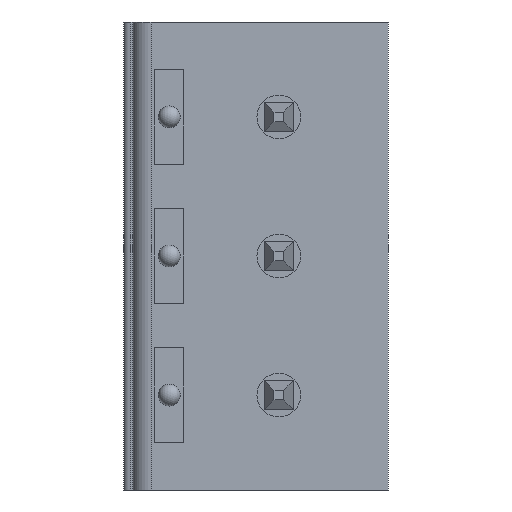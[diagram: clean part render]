
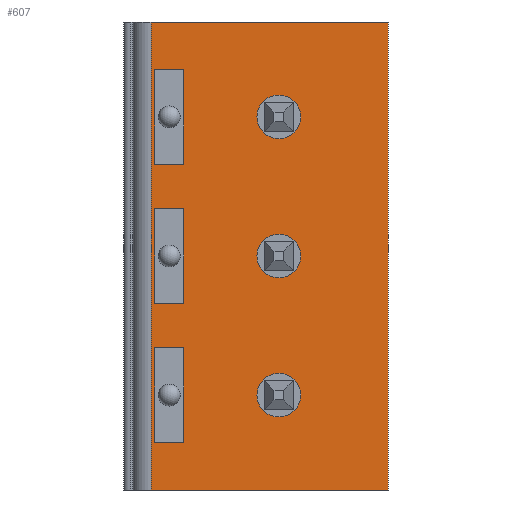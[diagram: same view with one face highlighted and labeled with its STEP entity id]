
A CAD part, front view. The second image highlights one B-rep face of the part: STEP entity #607.
In plain terms, the highlighted planar face has unit normal (0, -1, 0).
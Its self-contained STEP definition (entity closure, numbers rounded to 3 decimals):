
#607=ADVANCED_FACE('',(#1293,#1294,#1295,#1296,#1297,#1298,#1299),#1300,.T.);
#1293=FACE_OUTER_BOUND('',#2055,.T.);
#1294=FACE_BOUND('',#2056,.T.);
#1295=FACE_BOUND('',#2057,.T.);
#1296=FACE_BOUND('',#2058,.T.);
#1297=FACE_BOUND('',#2059,.T.);
#1298=FACE_BOUND('',#2060,.T.);
#1299=FACE_BOUND('',#2061,.T.);
#1300=PLANE('',#2062);
#2055=EDGE_LOOP('',(#3777,#3778,#3779,#3780));
#2056=EDGE_LOOP('',(#3781,#3782,#3783,#3784));
#2057=EDGE_LOOP('',(#3785,#3786));
#2058=EDGE_LOOP('',(#3787,#3788,#3789,#3790));
#2059=EDGE_LOOP('',(#3791,#3792,#3793,#3794));
#2060=EDGE_LOOP('',(#3795,#3796));
#2061=EDGE_LOOP('',(#3797,#3798));
#2062=AXIS2_PLACEMENT_3D('',#3799,#3800,#3801);
#3777=ORIENTED_EDGE('',*,*,#4974,.F.);
#3778=ORIENTED_EDGE('',*,*,#5104,.F.);
#3779=ORIENTED_EDGE('',*,*,#4600,.F.);
#3780=ORIENTED_EDGE('',*,*,#5105,.T.);
#3781=ORIENTED_EDGE('',*,*,#4831,.T.);
#3782=ORIENTED_EDGE('',*,*,#5106,.T.);
#3783=ORIENTED_EDGE('',*,*,#4897,.T.);
#3784=ORIENTED_EDGE('',*,*,#4646,.T.);
#3785=ORIENTED_EDGE('',*,*,#4533,.F.);
#3786=ORIENTED_EDGE('',*,*,#4685,.F.);
#3787=ORIENTED_EDGE('',*,*,#4598,.T.);
#3788=ORIENTED_EDGE('',*,*,#4669,.T.);
#3789=ORIENTED_EDGE('',*,*,#4752,.T.);
#3790=ORIENTED_EDGE('',*,*,#4559,.T.);
#3791=ORIENTED_EDGE('',*,*,#4971,.T.);
#3792=ORIENTED_EDGE('',*,*,#4580,.T.);
#3793=ORIENTED_EDGE('',*,*,#4744,.T.);
#3794=ORIENTED_EDGE('',*,*,#5107,.T.);
#3795=ORIENTED_EDGE('',*,*,#4543,.F.);
#3796=ORIENTED_EDGE('',*,*,#4619,.F.);
#3797=ORIENTED_EDGE('',*,*,#4524,.F.);
#3798=ORIENTED_EDGE('',*,*,#4785,.F.);
#3799=CARTESIAN_POINT('',(-5.25,0.,-3.81));
#3800=DIRECTION('',(0.,-1.0,0.0));
#3801=DIRECTION('',(0.0,0.0,1.0));
#4524=EDGE_CURVE('',#5413,#5416,#5417,.T.);
#4533=EDGE_CURVE('',#5428,#5431,#5432,.T.);
#4543=EDGE_CURVE('',#5446,#5449,#5450,.T.);
#4559=EDGE_CURVE('',#5471,#5475,#5477,.T.);
#4580=EDGE_CURVE('',#5513,#5514,#5515,.T.);
#4598=EDGE_CURVE('',#5475,#5543,#5545,.T.);
#4600=EDGE_CURVE('',#5547,#5548,#5549,.T.);
#4619=EDGE_CURVE('',#5449,#5446,#5577,.T.);
#4646=EDGE_CURVE('',#5619,#5620,#5621,.T.);
#4669=EDGE_CURVE('',#5543,#5655,#5657,.T.);
#4685=EDGE_CURVE('',#5431,#5428,#5679,.T.);
#4744=EDGE_CURVE('',#5514,#5765,#5767,.T.);
#4752=EDGE_CURVE('',#5655,#5471,#5779,.T.);
#4785=EDGE_CURVE('',#5416,#5413,#5826,.T.);
#4831=EDGE_CURVE('',#5620,#5893,#5895,.T.);
#4897=EDGE_CURVE('',#5982,#5619,#5983,.T.);
#4971=EDGE_CURVE('',#6090,#5513,#6091,.T.);
#4974=EDGE_CURVE('',#6094,#6095,#6096,.T.);
#5104=EDGE_CURVE('',#5548,#6094,#6274,.T.);
#5105=EDGE_CURVE('',#5547,#6095,#6275,.T.);
#5106=EDGE_CURVE('',#5893,#5982,#6276,.T.);
#5107=EDGE_CURVE('',#5765,#6090,#6277,.T.);
#5413=VERTEX_POINT('',#6710);
#5416=VERTEX_POINT('',#6714);
#5417=CIRCLE('',#6715,0.6);
#5428=VERTEX_POINT('',#6729);
#5431=VERTEX_POINT('',#6733);
#5432=CIRCLE('',#6734,0.6);
#5446=VERTEX_POINT('',#6751);
#5449=VERTEX_POINT('',#6755);
#5450=CIRCLE('',#6756,0.6);
#5471=VERTEX_POINT('',#6785);
#5475=VERTEX_POINT('',#6791);
#5477=LINE('',#6794,#6795);
#5513=VERTEX_POINT('',#6844);
#5514=VERTEX_POINT('',#6845);
#5515=LINE('',#6846,#6847);
#5543=VERTEX_POINT('',#6887);
#5545=LINE('',#6890,#6891);
#5547=VERTEX_POINT('',#6893);
#5548=VERTEX_POINT('',#6894);
#5549=LINE('',#6895,#6896);
#5577=CIRCLE('',#6935,0.6);
#5619=VERTEX_POINT('',#7006);
#5620=VERTEX_POINT('',#7007);
#5621=LINE('',#7008,#7009);
#5655=VERTEX_POINT('',#7059);
#5657=LINE('',#7062,#7063);
#5679=CIRCLE('',#7092,0.6);
#5765=VERTEX_POINT('',#7209);
#5767=LINE('',#7212,#7213);
#5779=LINE('',#7230,#7231);
#5826=CIRCLE('',#7297,0.6);
#5893=VERTEX_POINT('',#7404);
#5895=LINE('',#7407,#7408);
#5982=VERTEX_POINT('',#7532);
#5983=LINE('',#7533,#7534);
#6090=VERTEX_POINT('',#7688);
#6091=LINE('',#7689,#7690);
#6094=VERTEX_POINT('',#7694);
#6095=VERTEX_POINT('',#7695);
#6096=LINE('',#7696,#7697);
#6274=LINE('',#7961,#7962);
#6275=LINE('',#7963,#7964);
#6276=LINE('',#7965,#7966);
#6277=LINE('',#7967,#7968);
#6710=CARTESIAN_POINT('',(-2.4,0.,-7.62));
#6714=CARTESIAN_POINT('',(-3.6,0.,-7.62));
#6715=AXIS2_PLACEMENT_3D('',#8437,#8438,#8439);
#6729=CARTESIAN_POINT('',(-2.4,0.,0.0));
#6733=CARTESIAN_POINT('',(-3.6,0.,0.));
#6734=AXIS2_PLACEMENT_3D('',#8450,#8451,#8452);
#6751=CARTESIAN_POINT('',(-2.4,0.,-3.81));
#6755=CARTESIAN_POINT('',(-3.6,0.,-3.81));
#6756=AXIS2_PLACEMENT_3D('',#8466,#8467,#8468);
#6785=CARTESIAN_POINT('',(-5.6,0.,-1.3));
#6791=CARTESIAN_POINT('',(-6.4,0.,-1.3));
#6794=CARTESIAN_POINT('',(0.0,0.0,-1.3));
#6795=VECTOR('',#8483,1.0);
#6844=CARTESIAN_POINT('',(-5.6,0.,-8.92));
#6845=CARTESIAN_POINT('',(-6.4,0.,-8.92));
#6846=CARTESIAN_POINT('',(0.0,0.0,-8.92));
#6847=VECTOR('',#8509,1.0);
#6887=CARTESIAN_POINT('',(-6.4,0.,1.3));
#6890=CARTESIAN_POINT('',(-6.4,0.,0.0));
#6891=VECTOR('',#8526,1.0);
#6893=CARTESIAN_POINT('',(-6.5,0.,-10.22));
#6894=CARTESIAN_POINT('',(-6.5,0.,2.6));
#6895=CARTESIAN_POINT('',(-6.5,0.,0.0));
#6896=VECTOR('',#8527,1.0);
#6935=AXIS2_PLACEMENT_3D('',#8548,#8549,#8550);
#7006=CARTESIAN_POINT('',(-6.4,0.,-2.51));
#7007=CARTESIAN_POINT('',(-5.6,0.,-2.51));
#7008=CARTESIAN_POINT('',(0.0,0.0,-2.51));
#7009=VECTOR('',#8571,1.0);
#7059=CARTESIAN_POINT('',(-5.6,0.,1.3));
#7062=CARTESIAN_POINT('',(0.0,0.0,1.3));
#7063=VECTOR('',#8589,1.0);
#7092=AXIS2_PLACEMENT_3D('',#8606,#8607,#8608);
#7209=CARTESIAN_POINT('',(-6.4,0.,-6.32));
#7212=CARTESIAN_POINT('',(-6.4,0.,-3.81));
#7213=VECTOR('',#8671,1.0);
#7230=CARTESIAN_POINT('',(-5.6,0.,0.0));
#7231=VECTOR('',#8677,1.0);
#7297=AXIS2_PLACEMENT_3D('',#8706,#8707,#8708);
#7404=CARTESIAN_POINT('',(-5.6,0.,-5.11));
#7407=CARTESIAN_POINT('',(-5.6,0.,0.0));
#7408=VECTOR('',#8750,1.0);
#7532=CARTESIAN_POINT('',(-6.4,0.,-5.11));
#7533=CARTESIAN_POINT('',(-6.4,0.,-3.81));
#7534=VECTOR('',#8803,1.0);
#7688=CARTESIAN_POINT('',(-5.6,0.,-6.32));
#7689=CARTESIAN_POINT('',(-5.6,0.,-3.81));
#7690=VECTOR('',#8860,1.0);
#7694=CARTESIAN_POINT('',(0.,0.,2.6));
#7695=CARTESIAN_POINT('',(0.,0.,-10.22));
#7696=CARTESIAN_POINT('',(0.,0.,0.0));
#7697=VECTOR('',#8862,1.0);
#7961=CARTESIAN_POINT('',(0.0,0.0,2.6));
#7962=VECTOR('',#8967,1.0);
#7963=CARTESIAN_POINT('',(0.0,0.0,-10.22));
#7964=VECTOR('',#8968,1.0);
#7965=CARTESIAN_POINT('',(0.0,0.0,-5.11));
#7966=VECTOR('',#8969,1.0);
#7967=CARTESIAN_POINT('',(0.0,0.0,-6.32));
#7968=VECTOR('',#8970,1.0);
#8437=CARTESIAN_POINT('',(-3.0,0.,-7.62));
#8438=DIRECTION('',(0.,-1.0,0.0));
#8439=DIRECTION('',(1.0,0.,0.0));
#8450=CARTESIAN_POINT('',(-3.0,0.,0.0));
#8451=DIRECTION('',(0.,-1.0,0.0));
#8452=DIRECTION('',(1.0,0.,0.0));
#8466=CARTESIAN_POINT('',(-3.0,0.,-3.81));
#8467=DIRECTION('',(0.,-1.0,0.0));
#8468=DIRECTION('',(1.0,0.,0.0));
#8483=DIRECTION('',(-1.0,0.,0.0));
#8509=DIRECTION('',(-1.0,0.,0.0));
#8526=DIRECTION('',(0.0,0.0,1.0));
#8527=DIRECTION('',(0.0,0.0,1.0));
#8548=CARTESIAN_POINT('',(-3.0,0.,-3.81));
#8549=DIRECTION('',(0.,-1.0,0.0));
#8550=DIRECTION('',(1.0,0.,0.0));
#8571=DIRECTION('',(1.0,0.,0.0));
#8589=DIRECTION('',(1.0,0.,0.0));
#8606=CARTESIAN_POINT('',(-3.0,0.,0.0));
#8607=DIRECTION('',(0.,-1.0,0.0));
#8608=DIRECTION('',(1.0,0.,0.0));
#8671=DIRECTION('',(0.0,0.0,1.0));
#8677=DIRECTION('',(0.0,0.0,-1.0));
#8706=CARTESIAN_POINT('',(-3.0,0.,-7.62));
#8707=DIRECTION('',(0.,-1.0,0.0));
#8708=DIRECTION('',(1.0,0.,0.0));
#8750=DIRECTION('',(0.0,0.0,-1.0));
#8803=DIRECTION('',(0.0,0.0,1.0));
#8860=DIRECTION('',(0.0,0.0,-1.0));
#8862=DIRECTION('',(0.0,0.0,-1.0));
#8967=DIRECTION('',(1.0,0.,0.0));
#8968=DIRECTION('',(1.0,0.,0.0));
#8969=DIRECTION('',(-1.0,0.,0.0));
#8970=DIRECTION('',(1.0,0.,0.0));
